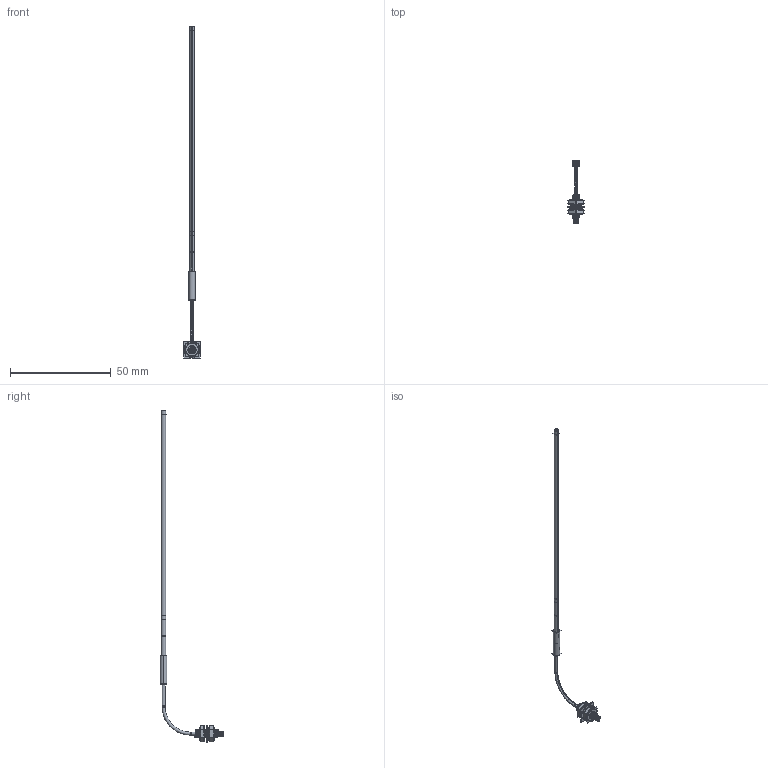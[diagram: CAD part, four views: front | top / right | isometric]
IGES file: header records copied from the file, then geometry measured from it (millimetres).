
Start section:  PTC IGES file: 192761.igs
Global section: file name: 192761.igs; native system: Creo Parametric by Parametric Technology Corporation; preprocessor: 2013230; author: pdmadmin; organization: Unknown; date: 20160209.174205; units: millimetre
Bounding box: 8.32 x 31.58 x 164.79 mm (x, y, z)
Volume: 837.3 mm3; surface area: 14550.9 mm2
Topology: 8 solids, 11 shells, 382 faces, 1986 edges, 2555 vertices
Faces by surface type: revolution 246, bspline 136
